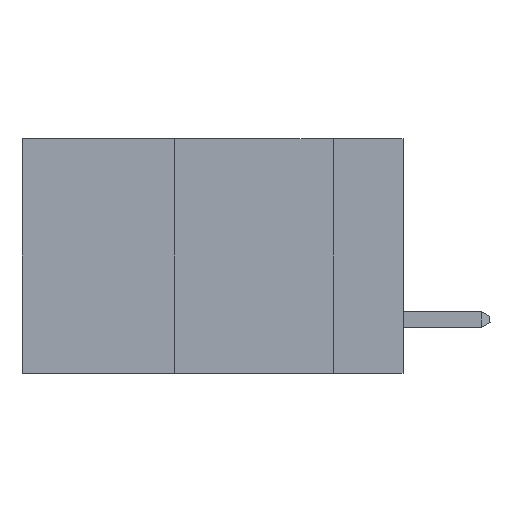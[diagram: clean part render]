
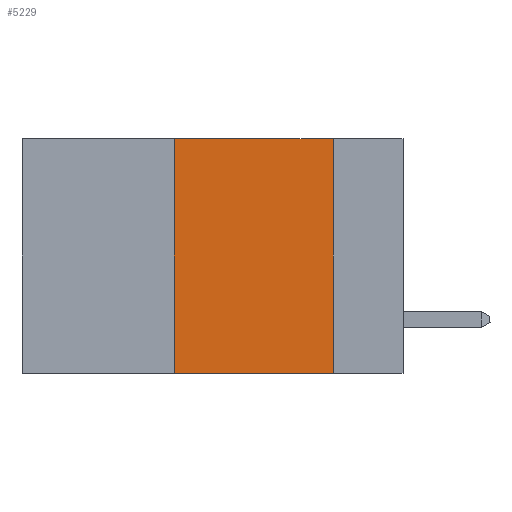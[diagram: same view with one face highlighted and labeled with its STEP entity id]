
A CAD part, left-side view. The second image highlights one B-rep face of the part: STEP entity #5229.
In plain terms, the highlighted planar face has unit normal (-1, 0, 0).
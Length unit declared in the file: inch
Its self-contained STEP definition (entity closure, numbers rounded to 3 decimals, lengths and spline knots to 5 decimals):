
#191 = VECTOR ( 'NONE', #1161, 39.37008 ) ;
#749 = EDGE_CURVE ( 'NONE', #13296, #6507, #12227, .T. ) ;
#1161 = DIRECTION ( 'NONE',  ( 0., 0., -1. ) ) ;
#1468 = CARTESIAN_POINT ( 'NONE',  ( 0., 0.6, 0. ) ) ;
#2135 = DIRECTION ( 'NONE',  ( 0., -1., 0. ) ) ;
#2473 = EDGE_CURVE ( 'NONE', #10841, #12496, #8732, .T. ) ;
#2793 = CARTESIAN_POINT ( 'NONE',  ( 0., 0.6, 0. ) ) ;
#3042 = CARTESIAN_POINT ( 'NONE',  ( 0., 0.11, 0. ) ) ;
#3693 = EDGE_LOOP ( 'NONE', ( #10946, #13918, #6776, #6024 ) ) ;
#4865 = EDGE_CURVE ( 'NONE', #6507, #12496, #9608, .T. ) ;
#5229 = ADVANCED_FACE ( 'NONE', ( #7056 ), #5825, .F. ) ;
#5825 = PLANE ( 'NONE',  #12559 ) ;
#5882 = DIRECTION ( 'NONE',  ( 0., 0., -1. ) ) ;
#6024 = ORIENTED_EDGE ( 'NONE', *, *, #2473, .T. ) ;
#6102 = DIRECTION ( 'NONE',  ( 0., 0., 1. ) ) ;
#6507 = VERTEX_POINT ( 'NONE', #11343 ) ;
#6767 = LINE ( 'NONE', #14039, #13821 ) ;
#6776 = ORIENTED_EDGE ( 'NONE', *, *, #9244, .F. ) ;
#6874 = CARTESIAN_POINT ( 'NONE',  ( 0., 0.36, -0.37 ) ) ;
#7052 = DIRECTION ( 'NONE',  ( 1., 0., 0. ) ) ;
#7056 = FACE_OUTER_BOUND ( 'NONE', #3693, .T. ) ;
#7307 = VECTOR ( 'NONE', #13198, 39.37008 ) ;
#8728 = CARTESIAN_POINT ( 'NONE',  ( 0., 0.36, 0. ) ) ;
#8732 = LINE ( 'NONE', #10945, #7307 ) ;
#9244 = EDGE_CURVE ( 'NONE', #10841, #13296, #6767, .T. ) ;
#9608 = LINE ( 'NONE', #3042, #191 ) ;
#10841 = VERTEX_POINT ( 'NONE', #6874 ) ;
#10945 = CARTESIAN_POINT ( 'NONE',  ( 0., 0.6, -0.37 ) ) ;
#10946 = ORIENTED_EDGE ( 'NONE', *, *, #4865, .F. ) ;
#11343 = CARTESIAN_POINT ( 'NONE',  ( 0., 0.11, 0. ) ) ;
#11743 = CARTESIAN_POINT ( 'NONE',  ( 0., 0.11, -0.37 ) ) ;
#12227 = LINE ( 'NONE', #2793, #13625 ) ;
#12496 = VERTEX_POINT ( 'NONE', #11743 ) ;
#12559 = AXIS2_PLACEMENT_3D ( 'NONE', #1468, #7052, #5882 ) ;
#13198 = DIRECTION ( 'NONE',  ( 0., -1., 0. ) ) ;
#13296 = VERTEX_POINT ( 'NONE', #8728 ) ;
#13625 = VECTOR ( 'NONE', #2135, 39.37008 ) ;
#13821 = VECTOR ( 'NONE', #6102, 39.37008 ) ;
#13918 = ORIENTED_EDGE ( 'NONE', *, *, #749, .F. ) ;
#14039 = CARTESIAN_POINT ( 'NONE',  ( 0., 0.36, 0. ) ) ;
